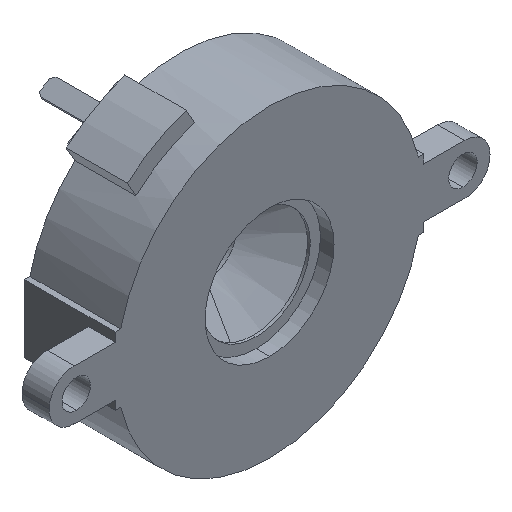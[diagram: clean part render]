
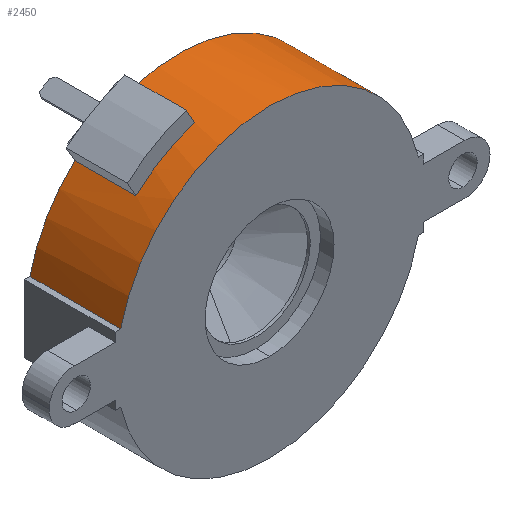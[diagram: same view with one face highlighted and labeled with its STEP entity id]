
A CAD part, isometric view. The second image highlights one B-rep face of the part: STEP entity #2450.
In plain terms, the highlighted cylindrical face has radius 22.5 mm (diameter 45 mm), a partial arc.
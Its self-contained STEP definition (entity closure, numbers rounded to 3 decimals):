
#8 = DIRECTION ( 'NONE',  ( 0., 0., 1. ) ) ;
#9 = AXIS2_PLACEMENT_3D ( 'NONE', #2088, #1160, #14 ) ;
#14 = DIRECTION ( 'NONE',  ( 0., 0., -1. ) ) ;
#21 = LINE ( 'NONE', #1827, #2542 ) ;
#114 = VERTEX_POINT ( 'NONE', #2588 ) ;
#116 = VERTEX_POINT ( 'NONE', #518 ) ;
#221 = VECTOR ( 'NONE', #825, 1000. ) ;
#271 = CARTESIAN_POINT ( 'NONE',  ( -6.639, 4.4, 21.498 ) ) ;
#325 = EDGE_CURVE ( 'NONE', #2486, #116, #21, .T. ) ;
#374 = VECTOR ( 'NONE', #2056, 1000. ) ;
#466 = EDGE_CURVE ( 'NONE', #116, #2662, #2065, .T. ) ;
#506 = DIRECTION ( 'NONE',  ( 0., -1., 0. ) ) ;
#518 = CARTESIAN_POINT ( 'NONE',  ( -21.937, 0., 5. ) ) ;
#546 = DIRECTION ( 'NONE',  ( 0., 0., 1. ) ) ;
#609 = CARTESIAN_POINT ( 'NONE',  ( -6.639, 13.4, 21.498 ) ) ;
#740 = CYLINDRICAL_SURFACE ( 'NONE', #9, 22.5 ) ;
#822 = CARTESIAN_POINT ( 'NONE',  ( -21.937, 13.4, 5. ) ) ;
#825 = DIRECTION ( 'NONE',  ( 0., 1., 0. ) ) ;
#856 = DIRECTION ( 'NONE',  ( 0., 0., 1. ) ) ;
#874 = EDGE_CURVE ( 'NONE', #114, #1126, #2406, .T. ) ;
#960 = AXIS2_PLACEMENT_3D ( 'NONE', #2156, #1277, #1908 ) ;
#1002 = CARTESIAN_POINT ( 'NONE',  ( 0., 13.4, 0. ) ) ;
#1125 = EDGE_CURVE ( 'NONE', #2770, #2925, #2151, .T. ) ;
#1126 = VERTEX_POINT ( 'NONE', #2163 ) ;
#1144 = CARTESIAN_POINT ( 'NONE',  ( 0., 13.4, 0. ) ) ;
#1160 = DIRECTION ( 'NONE',  ( 0., -1., 0. ) ) ;
#1204 = DIRECTION ( 'NONE',  ( 0., -1., 0. ) ) ;
#1277 = DIRECTION ( 'NONE',  ( 0., 1., 0. ) ) ;
#1356 = CARTESIAN_POINT ( 'NONE',  ( 21.937, 23.433, 5. ) ) ;
#1423 = AXIS2_PLACEMENT_3D ( 'NONE', #1002, #2652, #546 ) ;
#1427 = CARTESIAN_POINT ( 'NONE',  ( 0., 4.4, 0. ) ) ;
#1455 = LINE ( 'NONE', #271, #2142 ) ;
#1524 = ORIENTED_EDGE ( 'NONE', *, *, #2216, .F. ) ;
#1536 = EDGE_CURVE ( 'NONE', #1863, #114, #2673, .T. ) ;
#1584 = EDGE_LOOP ( 'NONE', ( #2844, #2691, #2013, #1896, #1642, #2632, #1524, #2227 ) ) ;
#1586 = LINE ( 'NONE', #1356, #374 ) ;
#1608 = EDGE_CURVE ( 'NONE', #2925, #2662, #1586, .T. ) ;
#1610 = DIRECTION ( 'NONE',  ( 0., 1., 0. ) ) ;
#1642 = ORIENTED_EDGE ( 'NONE', *, *, #1536, .T. ) ;
#1827 = CARTESIAN_POINT ( 'NONE',  ( -21.937, 23.433, 5. ) ) ;
#1863 = VERTEX_POINT ( 'NONE', #2614 ) ;
#1896 = ORIENTED_EDGE ( 'NONE', *, *, #2642, .F. ) ;
#1908 = DIRECTION ( 'NONE',  ( 0., 0., 1. ) ) ;
#2013 = ORIENTED_EDGE ( 'NONE', *, *, #1125, .F. ) ;
#2056 = DIRECTION ( 'NONE',  ( 0., -1., 0. ) ) ;
#2065 = CIRCLE ( 'NONE', #960, 22.5 ) ;
#2085 = CIRCLE ( 'NONE', #2463, 22.5 ) ;
#2088 = CARTESIAN_POINT ( 'NONE',  ( 0., 13.4, 0. ) ) ;
#2115 = DIRECTION ( 'NONE',  ( 0., 1., 0. ) ) ;
#2142 = VECTOR ( 'NONE', #2115, 1000. ) ;
#2151 = CIRCLE ( 'NONE', #1423, 22.5 ) ;
#2156 = CARTESIAN_POINT ( 'NONE',  ( 0., 0., 0. ) ) ;
#2163 = CARTESIAN_POINT ( 'NONE',  ( -15.299, 13.4, 16.498 ) ) ;
#2216 = EDGE_CURVE ( 'NONE', #2486, #1126, #2085, .T. ) ;
#2227 = ORIENTED_EDGE ( 'NONE', *, *, #325, .T. ) ;
#2406 = LINE ( 'NONE', #2838, #221 ) ;
#2450 = ADVANCED_FACE ( 'NONE', ( #2808 ), #740, .T. ) ;
#2463 = AXIS2_PLACEMENT_3D ( 'NONE', #1144, #1610, #8 ) ;
#2479 = AXIS2_PLACEMENT_3D ( 'NONE', #1427, #1204, #856 ) ;
#2486 = VERTEX_POINT ( 'NONE', #822 ) ;
#2542 = VECTOR ( 'NONE', #506, 1000. ) ;
#2572 = CARTESIAN_POINT ( 'NONE',  ( 21.937, 0., 5. ) ) ;
#2588 = CARTESIAN_POINT ( 'NONE',  ( -15.299, 4.4, 16.498 ) ) ;
#2614 = CARTESIAN_POINT ( 'NONE',  ( -6.639, 4.4, 21.498 ) ) ;
#2632 = ORIENTED_EDGE ( 'NONE', *, *, #874, .T. ) ;
#2642 = EDGE_CURVE ( 'NONE', #1863, #2770, #1455, .T. ) ;
#2652 = DIRECTION ( 'NONE',  ( 0., 1., 0. ) ) ;
#2662 = VERTEX_POINT ( 'NONE', #2572 ) ;
#2673 = CIRCLE ( 'NONE', #2479, 22.5 ) ;
#2691 = ORIENTED_EDGE ( 'NONE', *, *, #1608, .F. ) ;
#2770 = VERTEX_POINT ( 'NONE', #609 ) ;
#2808 = FACE_OUTER_BOUND ( 'NONE', #1584, .T. ) ;
#2838 = CARTESIAN_POINT ( 'NONE',  ( -15.299, 4.4, 16.498 ) ) ;
#2844 = ORIENTED_EDGE ( 'NONE', *, *, #466, .T. ) ;
#2925 = VERTEX_POINT ( 'NONE', #2968 ) ;
#2968 = CARTESIAN_POINT ( 'NONE',  ( 21.937, 13.4, 5. ) ) ;
